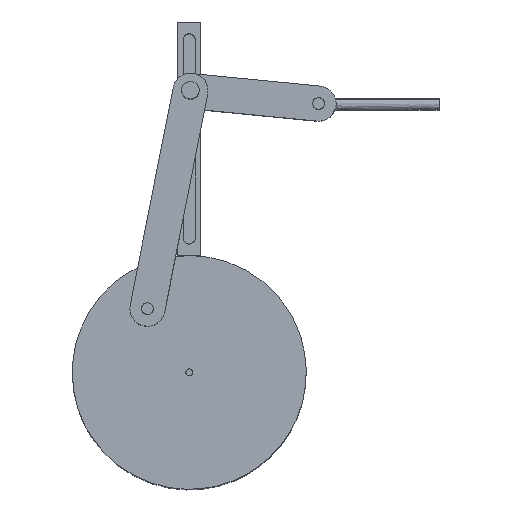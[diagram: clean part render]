
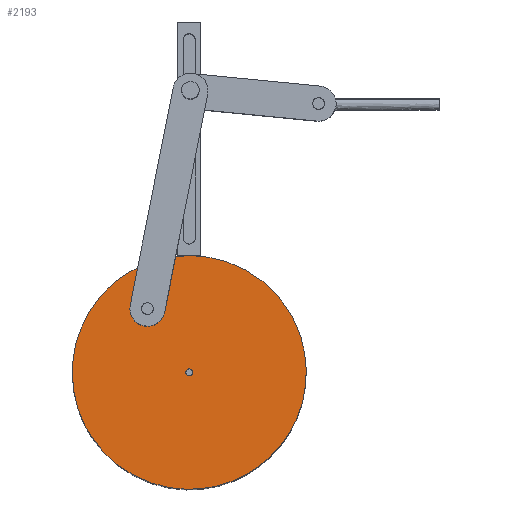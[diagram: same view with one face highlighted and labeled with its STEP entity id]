
A CAD part, top view. The second image highlights one B-rep face of the part: STEP entity #2193.
In plain terms, the highlighted free-form (B-spline) face has degree [1, 1] with [2, 2] control points.
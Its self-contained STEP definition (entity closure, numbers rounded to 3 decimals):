
#2066 = VERTEX_POINT('',#2067);
#2067 = CARTESIAN_POINT('',(-38.433,24.968,
    193.097));
#2072 = EDGE_CURVE('',#2066,#2073,#2075,.T.);
#2073 = VERTEX_POINT('',#2074);
#2074 = CARTESIAN_POINT('',(-45.708,20.177,
    193.315));
#2075 = ( BOUNDED_CURVE() B_SPLINE_CURVE(2,(#2076,#2077,#2078,#2079,
#2080),.UNSPECIFIED.,.F.,.F.) B_SPLINE_CURVE_WITH_KNOTS((3,2,3),(0.,
1.571,3.142),.PIECEWISE_BEZIER_KNOTS.) CURVE() 
GEOMETRIC_REPRESENTATION_ITEM() RATIONAL_B_SPLINE_CURVE((1.,
0.707,1.,0.707,1.)) REPRESENTATION_ITEM('') );
#2076 = CARTESIAN_POINT('',(-38.433,24.968,
    193.097));
#2077 = CARTESIAN_POINT('',(-40.83,28.601,
    192.931));
#2078 = CARTESIAN_POINT('',(-44.468,26.206,
    193.04));
#2079 = CARTESIAN_POINT('',(-48.106,23.811,
    193.149));
#2080 = CARTESIAN_POINT('',(-45.708,20.177,
    193.315));
#2102 = VERTEX_POINT('',#2103);
#2103 = CARTESIAN_POINT('',(-13.083,-26.105,
    195.425));
#2121 = VERTEX_POINT('',#2122);
#2122 = CARTESIAN_POINT('',(-8.718,-23.231,
    195.294));
#2127 = EDGE_CURVE('',#2102,#2121,#2128,.T.);
#2128 = ( BOUNDED_CURVE() B_SPLINE_CURVE(2,(#2129,#2130,#2131,#2132,
#2133),.UNSPECIFIED.,.F.,.F.) B_SPLINE_CURVE_WITH_KNOTS((3,2,3),(
    3.142,4.712,6.283),
.PIECEWISE_BEZIER_KNOTS.) CURVE() GEOMETRIC_REPRESENTATION_ITEM() 
RATIONAL_B_SPLINE_CURVE((1.,0.707,1.,0.707,1.)) 
REPRESENTATION_ITEM('') );
#2129 = CARTESIAN_POINT('',(-13.083,-26.105,
    195.425));
#2130 = CARTESIAN_POINT('',(-11.645,-28.286,
    195.525));
#2131 = CARTESIAN_POINT('',(-9.462,-26.849,
    195.459));
#2132 = CARTESIAN_POINT('',(-7.279,-25.412,
    195.394));
#2133 = CARTESIAN_POINT('',(-8.718,-23.231,
    195.294));
#2149 = EDGE_CURVE('',#2150,#2152,#2154,.T.);
#2150 = VERTEX_POINT('',#2151);
#2151 = CARTESIAN_POINT('',(61.853,23.236,
    193.176));
#2152 = VERTEX_POINT('',#2153);
#2153 = CARTESIAN_POINT('',(-83.654,-72.572,
    197.544));
#2154 = ( BOUNDED_CURVE() B_SPLINE_CURVE(2,(#2155,#2156,#2157,#2158,
#2159),.UNSPECIFIED.,.F.,.F.) B_SPLINE_CURVE_WITH_KNOTS((3,2,3),(0.,
1.571,3.142),.PIECEWISE_BEZIER_KNOTS.) CURVE() 
GEOMETRIC_REPRESENTATION_ITEM() RATIONAL_B_SPLINE_CURVE((1.,
0.707,1.,0.707,1.)) REPRESENTATION_ITEM('') );
#2155 = CARTESIAN_POINT('',(61.853,23.236,
    193.176));
#2156 = CARTESIAN_POINT('',(13.899,95.913,
    189.862));
#2157 = CARTESIAN_POINT('',(-58.854,48.01,
    192.046));
#2158 = CARTESIAN_POINT('',(-131.608,0.106,
    194.23));
#2159 = CARTESIAN_POINT('',(-83.654,-72.572,
    197.544));
#2193 = ADVANCED_FACE('',(#2194,#2205,#2216),#2227,.T.);
#2194 = FACE_BOUND('',#2195,.T.);
#2195 = EDGE_LOOP('',(#2196,#2204));
#2196 = ORIENTED_EDGE('',*,*,#2197,.F.);
#2197 = EDGE_CURVE('',#2073,#2066,#2198,.T.);
#2198 = ( BOUNDED_CURVE() B_SPLINE_CURVE(2,(#2199,#2200,#2201,#2202,
#2203),.UNSPECIFIED.,.F.,.F.) B_SPLINE_CURVE_WITH_KNOTS((3,2,3),(
    3.142,4.712,6.283),
.PIECEWISE_BEZIER_KNOTS.) CURVE() GEOMETRIC_REPRESENTATION_ITEM() 
RATIONAL_B_SPLINE_CURVE((1.,0.707,1.,0.707,1.)) 
REPRESENTATION_ITEM('') );
#2199 = CARTESIAN_POINT('',(-45.708,20.177,
    193.315));
#2200 = CARTESIAN_POINT('',(-43.31,16.543,
    193.481));
#2201 = CARTESIAN_POINT('',(-39.673,18.938,
    193.372));
#2202 = CARTESIAN_POINT('',(-36.035,21.334,
    193.262));
#2203 = CARTESIAN_POINT('',(-38.433,24.968,
    193.097));
#2204 = ORIENTED_EDGE('',*,*,#2072,.F.);
#2205 = FACE_BOUND('',#2206,.T.);
#2206 = EDGE_LOOP('',(#2207,#2215));
#2207 = ORIENTED_EDGE('',*,*,#2208,.T.);
#2208 = EDGE_CURVE('',#2152,#2150,#2209,.T.);
#2209 = ( BOUNDED_CURVE() B_SPLINE_CURVE(2,(#2210,#2211,#2212,#2213,
#2214),.UNSPECIFIED.,.F.,.F.) B_SPLINE_CURVE_WITH_KNOTS((3,2,3),(
    3.142,4.712,6.283),
.PIECEWISE_BEZIER_KNOTS.) CURVE() GEOMETRIC_REPRESENTATION_ITEM() 
RATIONAL_B_SPLINE_CURVE((1.,0.707,1.,0.707,1.)) 
REPRESENTATION_ITEM('') );
#2210 = CARTESIAN_POINT('',(-83.654,-72.572,
    197.544));
#2211 = CARTESIAN_POINT('',(-35.7,-145.25,
    200.858));
#2212 = CARTESIAN_POINT('',(37.053,-97.346,
    198.674));
#2213 = CARTESIAN_POINT('',(109.807,-49.442,
    196.489));
#2214 = CARTESIAN_POINT('',(61.853,23.236,
    193.176));
#2215 = ORIENTED_EDGE('',*,*,#2149,.T.);
#2216 = FACE_BOUND('',#2217,.T.);
#2217 = EDGE_LOOP('',(#2218,#2219));
#2218 = ORIENTED_EDGE('',*,*,#2127,.F.);
#2219 = ORIENTED_EDGE('',*,*,#2220,.F.);
#2220 = EDGE_CURVE('',#2121,#2102,#2221,.T.);
#2221 = ( BOUNDED_CURVE() B_SPLINE_CURVE(2,(#2222,#2223,#2224,#2225,
#2226),.UNSPECIFIED.,.F.,.F.) B_SPLINE_CURVE_WITH_KNOTS((3,2,3),(0.,
1.571,3.142),.PIECEWISE_BEZIER_KNOTS.) CURVE() 
GEOMETRIC_REPRESENTATION_ITEM() RATIONAL_B_SPLINE_CURVE((1.,
0.707,1.,0.707,1.)) REPRESENTATION_ITEM('') );
#2222 = CARTESIAN_POINT('',(-8.718,-23.231,
    195.294));
#2223 = CARTESIAN_POINT('',(-10.157,-21.051,
    195.195));
#2224 = CARTESIAN_POINT('',(-12.339,-22.488,
    195.26));
#2225 = CARTESIAN_POINT('',(-14.522,-23.925,
    195.326));
#2226 = CARTESIAN_POINT('',(-13.083,-26.105,
    195.425));
#2227 = B_SPLINE_SURFACE_WITH_KNOTS('',1,1,(
    (#2228,#2229)
    ,(#2230,#2231
    )),.UNSPECIFIED.,.F.,.F.,.F.,(2,2),(2,2),(-100.,100.),(-100.,100.),
  .PIECEWISE_BEZIER_KNOTS.);
#2228 = CARTESIAN_POINT('',(-35.7,-145.25,
    200.858));
#2229 = CARTESIAN_POINT('',(-131.608,0.106,
    194.23));
#2230 = CARTESIAN_POINT('',(109.807,-49.442,
    196.489));
#2231 = CARTESIAN_POINT('',(13.899,95.913,
    189.862));
